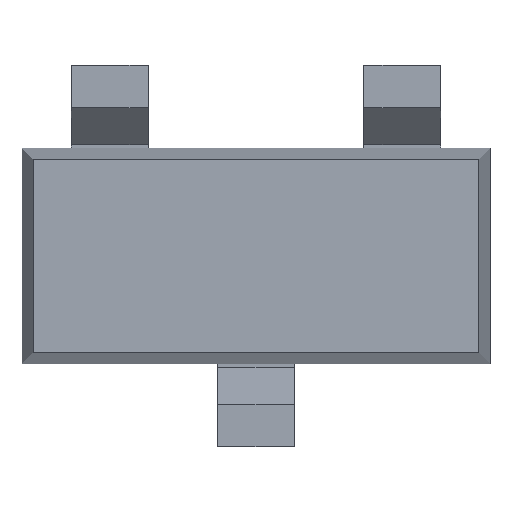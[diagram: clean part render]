
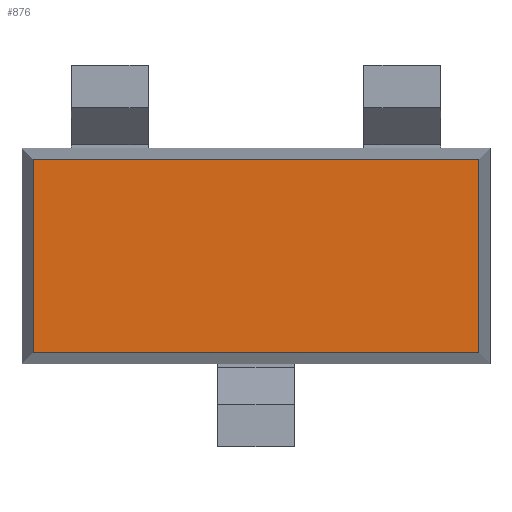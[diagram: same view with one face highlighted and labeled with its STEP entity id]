
A CAD part, front view. The second image highlights one B-rep face of the part: STEP entity #876.
In plain terms, the highlighted planar face has unit normal (0, -1, 0).
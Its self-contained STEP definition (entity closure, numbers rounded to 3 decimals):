
#876 = ADVANCED_FACE( 'NONE', (#877 ), #911, .T.) ;
#877 = FACE_BOUND( 'NONE', #878, .T.) ;
#878 = EDGE_LOOP( '', (#879, #889, #897, #905 )) ;
#879 = ORIENTED_EDGE( '',*,*, #880, .T.) ;
#880 = EDGE_CURVE( 'NONE', #881, #883, #885, .F.) ;
#881 = VERTEX_POINT( 'NONE', #882 ) ;
#882 = CARTESIAN_POINT( '', (1.448,-0.51,0.628 )) ;
#883 = VERTEX_POINT( 'NONE', #884 ) ;
#884 = CARTESIAN_POINT( '', (-1.448,-0.51,0.628 )) ;
#885 = LINE( '', #886, #887 ) ;
#886 = CARTESIAN_POINT( '', (-1.52,-0.51,0.628 )) ;
#887 = VECTOR( '', #888,1.0 ) ;
#888 = DIRECTION( '', (1.0,0.0,0.0 )) ;
#889 = ORIENTED_EDGE( '',*,*, #890, .T.) ;
#890 = EDGE_CURVE( 'NONE', #883, #891, #893, .F.) ;
#891 = VERTEX_POINT( 'NONE', #892 ) ;
#892 = CARTESIAN_POINT( '', (-1.448,-0.51,-0.628 )) ;
#893 = LINE( '', #894, #895 ) ;
#894 = CARTESIAN_POINT( '', (-1.448,-0.51,-0.7 )) ;
#895 = VECTOR( '', #896,1.0 ) ;
#896 = DIRECTION( '', (0.0,0.0,1.0 )) ;
#897 = ORIENTED_EDGE( '',*,*, #898, .T.) ;
#898 = EDGE_CURVE( 'NONE', #891, #899, #901, .T.) ;
#899 = VERTEX_POINT( 'NONE', #900 ) ;
#900 = CARTESIAN_POINT( '', (1.448,-0.51,-0.628 )) ;
#901 = LINE( '', #902, #903 ) ;
#902 = CARTESIAN_POINT( '', (-1.52,-0.51,-0.628 )) ;
#903 = VECTOR( '', #904,1.0 ) ;
#904 = DIRECTION( '', (1.0,0.0,0.0 )) ;
#905 = ORIENTED_EDGE( '',*,*, #906, .T.) ;
#906 = EDGE_CURVE( 'NONE', #899, #881, #907, .T.) ;
#907 = LINE( '', #908, #909 ) ;
#908 = CARTESIAN_POINT( '', (1.448,-0.51,-0.7 )) ;
#909 = VECTOR( '', #910,1.0 ) ;
#910 = DIRECTION( '', (0.0,0.0,1.0 )) ;
#911 = PLANE( '', #912 ) ;
#912 = AXIS2_PLACEMENT_3D( '', #913, #914, #915 ) ;
#913 = CARTESIAN_POINT( '', (0.0,-0.51,0.0 )) ;
#914 = DIRECTION( '', (0.0,-1.0,0.0 )) ;
#915 = DIRECTION( '', (0.0,0.0,-1.0 )) ;
